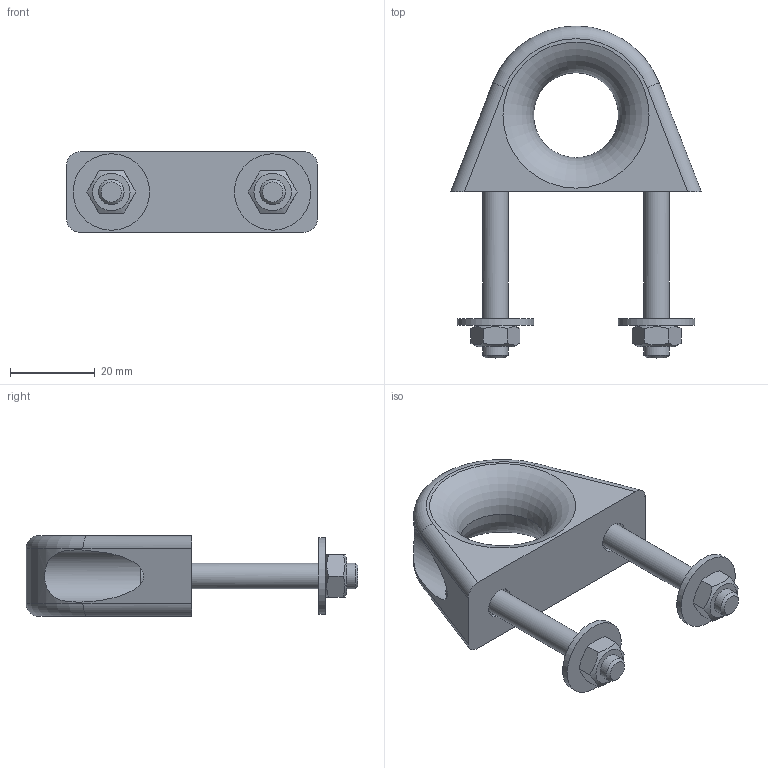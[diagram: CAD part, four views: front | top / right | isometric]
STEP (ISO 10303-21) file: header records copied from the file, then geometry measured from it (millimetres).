
FILE_DESCRIPTION(/* description */ (''),/* implementation_level */ '2;1');
FILE_NAME(/* name */ 'R20.20.stp',/* time_stamp */ '2020-03-03T11:49:04+01:00',/* author */ ('lucade'),/* organization */ (''),/* preprocessor_version */ 'ST-DEVELOPER v16.5',/* originating_system */ 'Autodesk Inventor 2017',/* authorisation */ '');
FILE_SCHEMA (('AUTOMOTIVE_DESIGN { 1 0 10303 214 3 1 1 }'));
Length unit declared in the file: millimetre
Products named in the file (1): 20030307
Bounding box: 59 x 78.2 x 19 mm (x, y, z)
Volume: 21836.7 mm3; surface area: 11426.7 mm2
Topology: 1 solids, 1 shells, 86 faces, 192 edges, 126 vertices
Faces by surface type: plane 49, cylinder 23, cone 8, torus 6
Full cylindrical faces by diameter (mm): 6 x4, 6.4 x2, 7 x2, 7.25 x2, 9.9 x2, 11.8 x2, 12.3 x2, 18 x2
Entity records: 2166 total; most frequent: CARTESIAN_POINT 479, DIRECTION 344, ORIENTED_EDGE 298, EDGE_CURVE 149, AXIS2_PLACEMENT_3D 146, EDGE_LOOP 136, VERTEX_POINT 113, FACE_OUTER_BOUND 86
